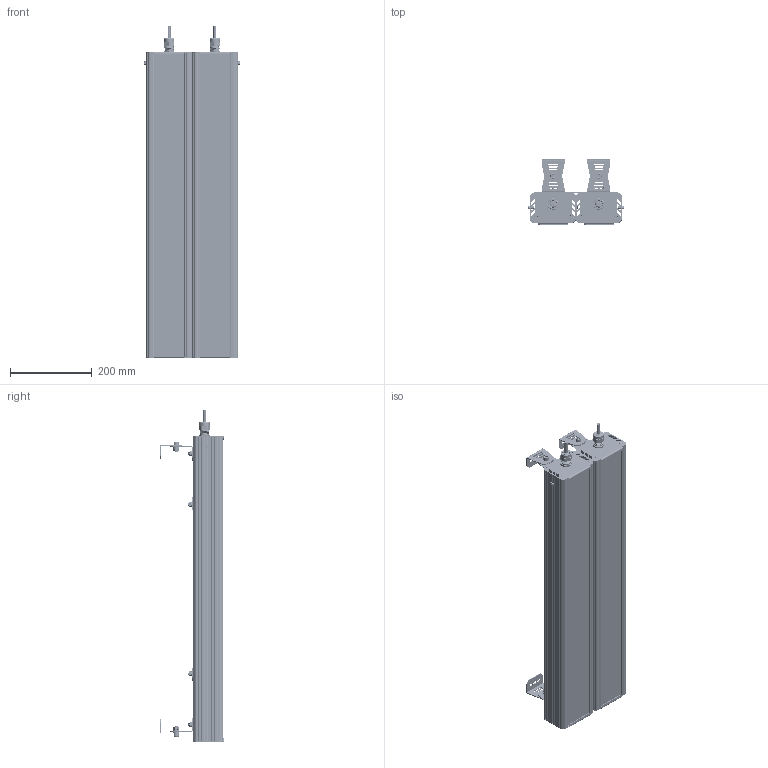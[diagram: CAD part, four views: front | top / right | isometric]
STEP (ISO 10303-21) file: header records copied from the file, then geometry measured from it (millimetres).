
FILE_DESCRIPTION(('STEP AP214'), '1');
FILE_NAME('001.0092.00.031 - ÃÑÏ-Ïðèìà-Îïòèê-2Åõ200(2õ100)', '', ('UNSPECIFIED'), ('UNSPECIFIED'), 'C3D Converter', 'C3D Toolkit', '');
FILE_SCHEMA(('AUTOMOTIVE_DESIGN { 1 0 10303 214 3 1 1}'));
Length unit declared in the file: millimetre
Products named in the file (43): 001.0092.00.031; 001.0065.01.000
Assembly tree (116 placements, depth 4):
  001.0092.00.031
    (unnamed)  x2
      (unnamed)
      (unnamed)
      (unnamed)
      (unnamed)
      (unnamed)
      (unnamed)
      (unnamed)
      (unnamed)
      (unnamed)
      (unnamed)
      (unnamed)
        (unnamed)
    001.0065.01.000  x4
      (unnamed)
      (unnamed)
      (unnamed)
      (unnamed)
      (unnamed)
      (unnamed)
      (unnamed)
      (unnamed)
      (unnamed)
    (unnamed)  x20
      (unnamed)
      (unnamed)
      (unnamed)
      (unnamed)
      (unnamed)
      (unnamed)
      (unnamed)
      (unnamed)
      (unnamed)
      (unnamed)
    (unnamed)  x2
    (unnamed)  x8
    (unnamed)  x8
    (unnamed)  x8
    (unnamed)  x8
    (unnamed)
    (unnamed)  x2
    (unnamed)
Bounding box: 234.48 x 158.42 x 814.5 mm (x, y, z)
Volume: 3222742.8 mm3; surface area: 2627175.2 mm2
Topology: 814 solids, 814 shells, 11146 faces, 25258 edges, 16804 vertices
Faces by surface type: plane 7642, cylinder 2732, bspline 358, cone 338, sphere 60, torus 16
Full cylindrical faces by diameter (mm): 1 x60, 2 x40, 2.5 x80, 2.8 x500, 3.2 x60, 3.5 x120, 4 x18, 4.917 x8, 5 x6, 6 x18, 6.375 x4, 6.4 x8, 7 x4, 8 x24, 8.5 x16, 9 x260, 10 x2, 11 x8, 12 x4, 12.5 x2, 13 x2, 13.333 x4, 16 x10, 17 x2, 18 x2, 18.5 x2, 19 x2, 20 x2, 21.5 x2, 22 x4
Entity records: 108450 total; most frequent: CARTESIAN_POINT 51105, DIRECTION 8822, ORIENTED_EDGE 7280, EDGE_CURVE 3640, AXIS2_PLACEMENT_3D 3264, VERTEX_POINT 2504, COLOUR_RGB 2420, PRESENTATION_STYLE_ASSIGNMENT 2420
